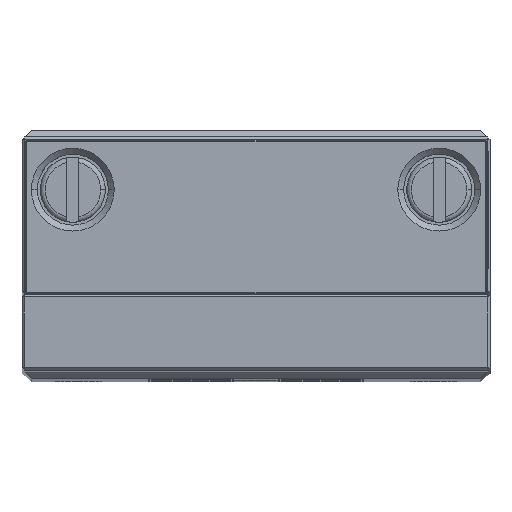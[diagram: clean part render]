
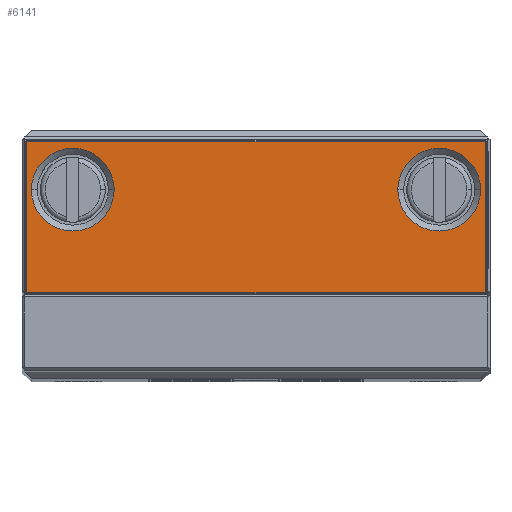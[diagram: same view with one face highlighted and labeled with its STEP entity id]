
A CAD part, top view. The second image highlights one B-rep face of the part: STEP entity #6141.
In plain terms, the highlighted planar face has unit normal (0, 0, 1).
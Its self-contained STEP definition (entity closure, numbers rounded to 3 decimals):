
#4197=FACE_BOUND('',#9190,.T.);
#4198=FACE_BOUND('',#9191,.T.);
#4199=FACE_BOUND('',#9192,.T.);
#4478=PLANE('',#30269);
#6141=ADVANCED_FACE('',(#4197,#4198,#4199),#4478,.T.);
#9190=EDGE_LOOP('',(#15911,#15912,#15913,#15914));
#9191=EDGE_LOOP('',(#15915,#15916));
#9192=EDGE_LOOP('',(#15917,#15918));
#10881=LINE('',#39386,#13340);
#10882=LINE('',#39389,#13341);
#10883=LINE('',#39391,#13342);
#10884=LINE('',#39393,#13343);
#13340=VECTOR('',#32516,1.);
#13341=VECTOR('',#32517,1.);
#13342=VECTOR('',#32518,1.);
#13343=VECTOR('',#32519,1.);
#15911=ORIENTED_EDGE('',*,*,#25707,.T.);
#15912=ORIENTED_EDGE('',*,*,#25708,.T.);
#15913=ORIENTED_EDGE('',*,*,#25709,.T.);
#15914=ORIENTED_EDGE('',*,*,#25710,.T.);
#15915=ORIENTED_EDGE('',*,*,#25637,.T.);
#15916=ORIENTED_EDGE('',*,*,#25706,.T.);
#15917=ORIENTED_EDGE('',*,*,#25641,.T.);
#15918=ORIENTED_EDGE('',*,*,#25705,.T.);
#23247=VERTEX_POINT('',#39122);
#23248=VERTEX_POINT('',#39124);
#23251=VERTEX_POINT('',#39131);
#23252=VERTEX_POINT('',#39133);
#23291=VERTEX_POINT('',#39387);
#23292=VERTEX_POINT('',#39388);
#23293=VERTEX_POINT('',#39390);
#23294=VERTEX_POINT('',#39392);
#25637=EDGE_CURVE('',#23248,#23247,#29373,.T.);
#25641=EDGE_CURVE('',#23252,#23251,#29375,.T.);
#25705=EDGE_CURVE('',#23251,#23252,#29406,.T.);
#25706=EDGE_CURVE('',#23247,#23248,#29407,.T.);
#25707=EDGE_CURVE('',#23291,#23292,#10881,.T.);
#25708=EDGE_CURVE('',#23292,#23293,#10882,.T.);
#25709=EDGE_CURVE('',#23293,#23294,#10883,.T.);
#25710=EDGE_CURVE('',#23294,#23291,#10884,.T.);
#29373=CIRCLE('',#30204,3.5);
#29375=CIRCLE('',#30207,3.5);
#29406=CIRCLE('',#30265,3.5);
#29407=CIRCLE('',#30267,3.5);
#30204=AXIS2_PLACEMENT_3D('',#39123,#32359,#32360);
#30207=AXIS2_PLACEMENT_3D('',#39132,#32367,#32368);
#30265=AXIS2_PLACEMENT_3D('',#39382,#32508,#32509);
#30267=AXIS2_PLACEMENT_3D('',#39384,#32512,#32513);
#30269=AXIS2_PLACEMENT_3D('',#39394,#32520,#32521);
#32359=DIRECTION('',(0.,0.,-1.));
#32360=DIRECTION('',(1.,0.,0.));
#32367=DIRECTION('',(0.,0.,-1.));
#32368=DIRECTION('',(1.,0.,0.));
#32508=DIRECTION('',(0.,0.,-1.));
#32509=DIRECTION('',(1.,0.,0.));
#32512=DIRECTION('',(0.,0.,-1.));
#32513=DIRECTION('',(1.,0.,0.));
#32516=DIRECTION('',(0.,-1.,0.));
#32517=DIRECTION('',(1.,0.,0.));
#32518=DIRECTION('',(0.,1.,0.));
#32519=DIRECTION('',(-1.,0.,0.));
#32520=DIRECTION('',(0.,0.,1.));
#32521=DIRECTION('',(1.,0.,0.));
#39122=CARTESIAN_POINT('',(12.,15.92,108.5));
#39123=CARTESIAN_POINT('',(15.5,15.92,108.5));
#39124=CARTESIAN_POINT('',(19.,15.92,108.5));
#39131=CARTESIAN_POINT('',(-19.,15.92,108.5));
#39132=CARTESIAN_POINT('',(-15.5,15.92,108.5));
#39133=CARTESIAN_POINT('',(-12.,15.92,108.5));
#39382=CARTESIAN_POINT('',(-15.5,15.92,108.5));
#39384=CARTESIAN_POINT('',(15.5,15.92,108.5));
#39386=CARTESIAN_POINT('',(-19.4,7.12,108.5));
#39387=CARTESIAN_POINT('',(-19.4,20.02,108.5));
#39388=CARTESIAN_POINT('',(-19.4,7.22,108.5));
#39389=CARTESIAN_POINT('',(19.5,7.22,108.5));
#39390=CARTESIAN_POINT('',(19.4,7.22,108.5));
#39391=CARTESIAN_POINT('',(19.4,20.12,108.5));
#39392=CARTESIAN_POINT('',(19.4,20.02,108.5));
#39393=CARTESIAN_POINT('',(-19.5,20.02,108.5));
#39394=CARTESIAN_POINT('',(-19.5,7.12,108.5));
